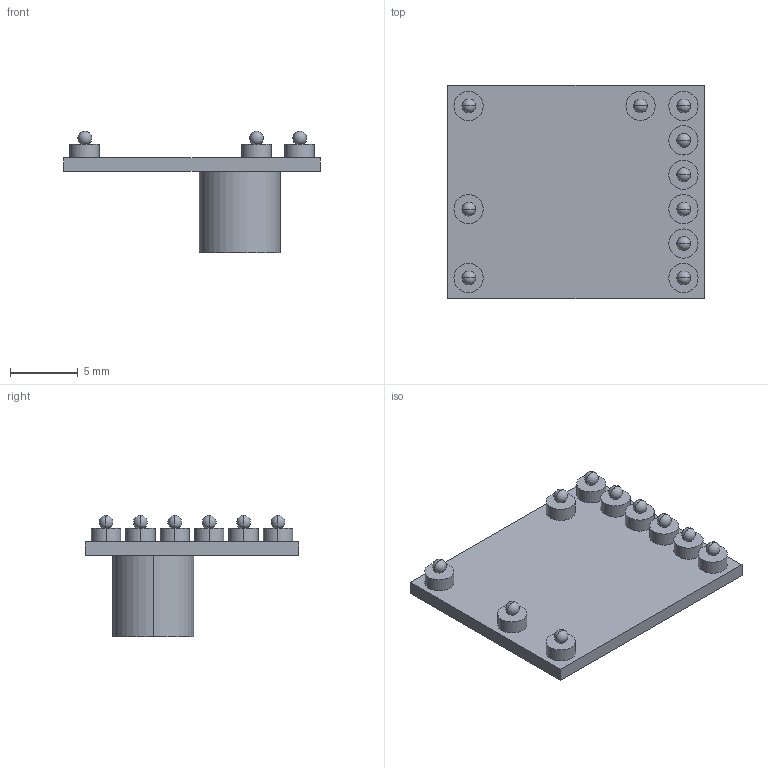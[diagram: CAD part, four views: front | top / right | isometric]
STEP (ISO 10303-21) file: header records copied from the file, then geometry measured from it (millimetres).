
FILE_DESCRIPTION((''),'2;1');
FILE_NAME('PRT0002','2010-08-10T',('Simon'),(''),'PRO/ENGINEER BY PARAMETRIC TECHNOLOGY CORPORATION, 2008400','PRO/ENGINEER BY PARAMETRIC TECHNOLOGY CORPORATION, 2008400','');
FILE_SCHEMA(('AUTOMOTIVE_DESIGN_CC2 { 1 2 10303 214 -1 1 5 2 }'));
Length unit declared in the file: millimetre
Products named in the file (1): PRT0002
Bounding box: 18.92 x 15.75 x 8.96 mm (x, y, z)
Volume: 509.8 mm3; surface area: 875.2 mm2
Topology: 1 solids, 1 shells, 59 faces, 138 edges, 82 vertices
Faces by surface type: cylinder 22, sphere 20, plane 17
Entity records: 2359 total; most frequent: DIRECTION 320, CARTESIAN_POINT 259, ORIENTED_EDGE 236, PRESENTATION_STYLE_ASSIGNMENT 148, AXIS2_PLACEMENT_3D 143, STYLED_ITEM 119, CURVE_STYLE 118, EDGE_CURVE 118
